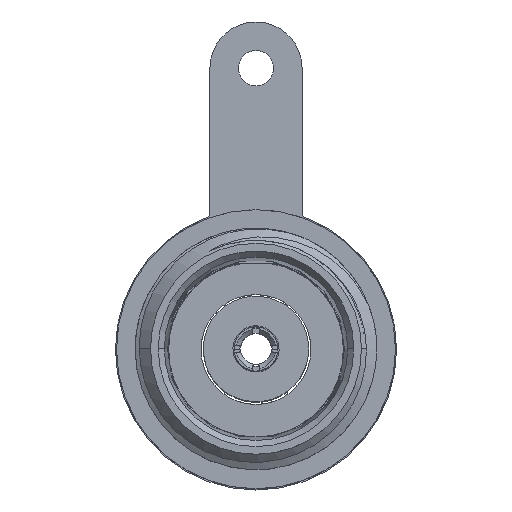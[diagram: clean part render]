
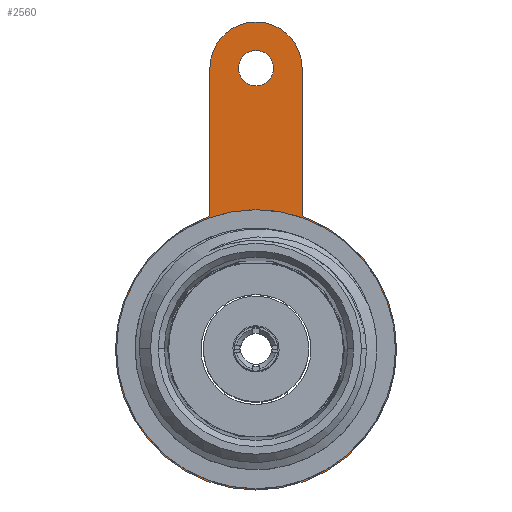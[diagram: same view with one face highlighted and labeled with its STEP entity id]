
A CAD part, top view. The second image highlights one B-rep face of the part: STEP entity #2560.
In plain terms, the highlighted planar face has unit normal (0, 0, 1).
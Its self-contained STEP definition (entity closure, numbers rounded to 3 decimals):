
#33 = VERTEX_POINT ( 'NONE', #5853 ) ;
#591 = DIRECTION ( 'NONE',  ( 0., 1., 0. ) ) ;
#680 = CARTESIAN_POINT ( 'NONE',  ( -6.4, 0., 5.407 ) ) ;
#1031 = AXIS2_PLACEMENT_3D ( 'NONE', #3162, #12210, #2313 ) ;
#1123 = AXIS2_PLACEMENT_3D ( 'NONE', #4616, #11477, #2679 ) ;
#1434 = CARTESIAN_POINT ( 'NONE',  ( 0., 0., 5.407 ) ) ;
#1541 = VERTEX_POINT ( 'NONE', #2083 ) ;
#1793 = AXIS2_PLACEMENT_3D ( 'NONE', #1434, #9405, #2487 ) ;
#1835 = EDGE_CURVE ( 'NONE', #10223, #33, #8470, .T. ) ;
#2083 = CARTESIAN_POINT ( 'NONE',  ( 6.4, 0., 5.407 ) ) ;
#2257 = EDGE_LOOP ( 'NONE', ( #8918, #4492 ) ) ;
#2313 = DIRECTION ( 'NONE',  ( -1., 0., 0. ) ) ;
#2323 = EDGE_CURVE ( 'NONE', #12519, #9046, #12136, .T. ) ;
#2363 = DIRECTION ( 'NONE',  ( 1., 0., 0. ) ) ;
#2417 = EDGE_CURVE ( 'NONE', #9096, #6516, #3583, .T. ) ;
#2419 = AXIS2_PLACEMENT_3D ( 'NONE', #9127, #12299, #10098 ) ;
#2449 = DIRECTION ( 'NONE',  ( 0., 0., 1. ) ) ;
#2487 = DIRECTION ( 'NONE',  ( 1., 0., 0. ) ) ;
#2537 = EDGE_CURVE ( 'NONE', #6449, #5037, #2647, .T. ) ;
#2560 = ADVANCED_FACE ( 'NONE', ( #6803, #10034, #4806 ), #11334, .T. ) ;
#2606 = AXIS2_PLACEMENT_3D ( 'NONE', #7266, #11230, #2363 ) ;
#2647 = CIRCLE ( 'NONE', #4281, 0.8 ) ;
#2679 = DIRECTION ( 'NONE',  ( 1., 0., 0. ) ) ;
#2988 = ORIENTED_EDGE ( 'NONE', *, *, #9321, .F. ) ;
#3021 = CIRCLE ( 'NONE', #4668, 4.85 ) ;
#3144 = ORIENTED_EDGE ( 'NONE', *, *, #1835, .T. ) ;
#3162 = CARTESIAN_POINT ( 'NONE',  ( -2.3, 6.186, 5.407 ) ) ;
#3583 = LINE ( 'NONE', #3649, #8615 ) ;
#3649 = CARTESIAN_POINT ( 'NONE',  ( 2.1, 12.8, 5.407 ) ) ;
#3825 = AXIS2_PLACEMENT_3D ( 'NONE', #6534, #10346, #4332 ) ;
#3839 = DIRECTION ( 'NONE',  ( 1., 0., 0. ) ) ;
#4086 = DIRECTION ( 'NONE',  ( 1., 0., 0. ) ) ;
#4281 = AXIS2_PLACEMENT_3D ( 'NONE', #11736, #12770, #4086 ) ;
#4332 = DIRECTION ( 'NONE',  ( 1., 0., 0. ) ) ;
#4414 = CARTESIAN_POINT ( 'NONE',  ( 0.8, 12.8, 5.407 ) ) ;
#4492 = ORIENTED_EDGE ( 'NONE', *, *, #2537, .F. ) ;
#4616 = CARTESIAN_POINT ( 'NONE',  ( 2.3, 6.186, 5.407 ) ) ;
#4668 = AXIS2_PLACEMENT_3D ( 'NONE', #12248, #8564, #11547 ) ;
#4806 = FACE_BOUND ( 'NONE', #2257, .T. ) ;
#4838 = AXIS2_PLACEMENT_3D ( 'NONE', #8322, #2449, #5489 ) ;
#5037 = VERTEX_POINT ( 'NONE', #12182 ) ;
#5041 = CIRCLE ( 'NONE', #4838, 2.1 ) ;
#5489 = DIRECTION ( 'NONE',  ( 1., 0., 0. ) ) ;
#5853 = CARTESIAN_POINT ( 'NONE',  ( -2.23, 5.999, 5.407 ) ) ;
#6103 = CIRCLE ( 'NONE', #2606, 6.4 ) ;
#6449 = VERTEX_POINT ( 'NONE', #4414 ) ;
#6516 = VERTEX_POINT ( 'NONE', #11541 ) ;
#6534 = CARTESIAN_POINT ( 'NONE',  ( 0., 12.8, 5.407 ) ) ;
#6736 = EDGE_CURVE ( 'NONE', #5037, #6449, #10833, .T. ) ;
#6803 = FACE_BOUND ( 'NONE', #12460, .T. ) ;
#6853 = ORIENTED_EDGE ( 'NONE', *, *, #10531, .T. ) ;
#7266 = CARTESIAN_POINT ( 'NONE',  ( 0., 0., 5.407 ) ) ;
#7373 = EDGE_CURVE ( 'NONE', #11645, #9096, #10437, .T. ) ;
#7491 = ORIENTED_EDGE ( 'NONE', *, *, #2323, .F. ) ;
#7531 = EDGE_CURVE ( 'NONE', #33, #9651, #12289, .T. ) ;
#7733 = CARTESIAN_POINT ( 'NONE',  ( 2.1, 6.186, 5.407 ) ) ;
#8034 = DIRECTION ( 'NONE',  ( 0., 0., 1. ) ) ;
#8322 = CARTESIAN_POINT ( 'NONE',  ( 0., 12.8, 5.407 ) ) ;
#8329 = VERTEX_POINT ( 'NONE', #12098 ) ;
#8470 = CIRCLE ( 'NONE', #1031, 0.2 ) ;
#8564 = DIRECTION ( 'NONE',  ( 0., 0., 1. ) ) ;
#8615 = VECTOR ( 'NONE', #591, 1000. ) ;
#8689 = ORIENTED_EDGE ( 'NONE', *, *, #7531, .T. ) ;
#8712 = CARTESIAN_POINT ( 'NONE',  ( -4.85, 0., 5.407 ) ) ;
#8785 = EDGE_LOOP ( 'NONE', ( #9074, #12429, #12453, #8933, #3144, #8689, #6853, #11216 ) ) ;
#8806 = CARTESIAN_POINT ( 'NONE',  ( 0., 0., 5.407 ) ) ;
#8851 = EDGE_CURVE ( 'NONE', #1541, #11645, #6103, .T. ) ;
#8918 = ORIENTED_EDGE ( 'NONE', *, *, #6736, .F. ) ;
#8933 = ORIENTED_EDGE ( 'NONE', *, *, #9092, .T. ) ;
#9007 = CARTESIAN_POINT ( 'NONE',  ( 0., 0., 5.407 ) ) ;
#9046 = VERTEX_POINT ( 'NONE', #11810 ) ;
#9074 = ORIENTED_EDGE ( 'NONE', *, *, #7373, .T. ) ;
#9092 = EDGE_CURVE ( 'NONE', #8329, #10223, #9681, .T. ) ;
#9096 = VERTEX_POINT ( 'NONE', #7733 ) ;
#9127 = CARTESIAN_POINT ( 'NONE',  ( 2.3, 6.186, 5.407 ) ) ;
#9134 = DIRECTION ( 'NONE',  ( 1., 0., 0. ) ) ;
#9206 = VECTOR ( 'NONE', #9802, 1000. ) ;
#9321 = EDGE_CURVE ( 'NONE', #9046, #12519, #3021, .T. ) ;
#9405 = DIRECTION ( 'NONE',  ( 0., 0., 1. ) ) ;
#9645 = AXIS2_PLACEMENT_3D ( 'NONE', #9007, #8034, #9134 ) ;
#9651 = VERTEX_POINT ( 'NONE', #680 ) ;
#9681 = LINE ( 'NONE', #12647, #9206 ) ;
#9802 = DIRECTION ( 'NONE',  ( 0., -1., 0. ) ) ;
#10015 = AXIS2_PLACEMENT_3D ( 'NONE', #8806, #12694, #3839 ) ;
#10034 = FACE_OUTER_BOUND ( 'NONE', #8785, .T. ) ;
#10098 = DIRECTION ( 'NONE',  ( 1., 0., 0. ) ) ;
#10223 = VERTEX_POINT ( 'NONE', #12320 ) ;
#10346 = DIRECTION ( 'NONE',  ( 0., 0., 1. ) ) ;
#10437 = CIRCLE ( 'NONE', #1123, 0.2 ) ;
#10531 = EDGE_CURVE ( 'NONE', #9651, #1541, #11092, .T. ) ;
#10833 = CIRCLE ( 'NONE', #3825, 0.8 ) ;
#10997 = CARTESIAN_POINT ( 'NONE',  ( 2.23, 5.999, 5.407 ) ) ;
#11092 = CIRCLE ( 'NONE', #9645, 6.4 ) ;
#11216 = ORIENTED_EDGE ( 'NONE', *, *, #8851, .T. ) ;
#11230 = DIRECTION ( 'NONE',  ( 0., 0., 1. ) ) ;
#11334 = PLANE ( 'NONE',  #2419 ) ;
#11477 = DIRECTION ( 'NONE',  ( 0., 0., -1. ) ) ;
#11541 = CARTESIAN_POINT ( 'NONE',  ( 2.1, 12.8, 5.407 ) ) ;
#11547 = DIRECTION ( 'NONE',  ( 1., 0., 0. ) ) ;
#11645 = VERTEX_POINT ( 'NONE', #10997 ) ;
#11736 = CARTESIAN_POINT ( 'NONE',  ( 0., 12.8, 5.407 ) ) ;
#11810 = CARTESIAN_POINT ( 'NONE',  ( 4.85, 0., 5.407 ) ) ;
#12098 = CARTESIAN_POINT ( 'NONE',  ( -2.1, 12.8, 5.407 ) ) ;
#12136 = CIRCLE ( 'NONE', #1793, 4.85 ) ;
#12182 = CARTESIAN_POINT ( 'NONE',  ( -0.8, 12.8, 5.407 ) ) ;
#12210 = DIRECTION ( 'NONE',  ( 0., 0., -1. ) ) ;
#12248 = CARTESIAN_POINT ( 'NONE',  ( 0., 0., 5.407 ) ) ;
#12289 = CIRCLE ( 'NONE', #10015, 6.4 ) ;
#12299 = DIRECTION ( 'NONE',  ( 0., 0., 1. ) ) ;
#12311 = EDGE_CURVE ( 'NONE', #6516, #8329, #5041, .T. ) ;
#12320 = CARTESIAN_POINT ( 'NONE',  ( -2.1, 6.186, 5.407 ) ) ;
#12429 = ORIENTED_EDGE ( 'NONE', *, *, #2417, .T. ) ;
#12453 = ORIENTED_EDGE ( 'NONE', *, *, #12311, .T. ) ;
#12460 = EDGE_LOOP ( 'NONE', ( #2988, #7491 ) ) ;
#12519 = VERTEX_POINT ( 'NONE', #8712 ) ;
#12647 = CARTESIAN_POINT ( 'NONE',  ( -2.1, 12.8, 5.407 ) ) ;
#12694 = DIRECTION ( 'NONE',  ( 0., 0., 1. ) ) ;
#12770 = DIRECTION ( 'NONE',  ( 0., 0., 1. ) ) ;
